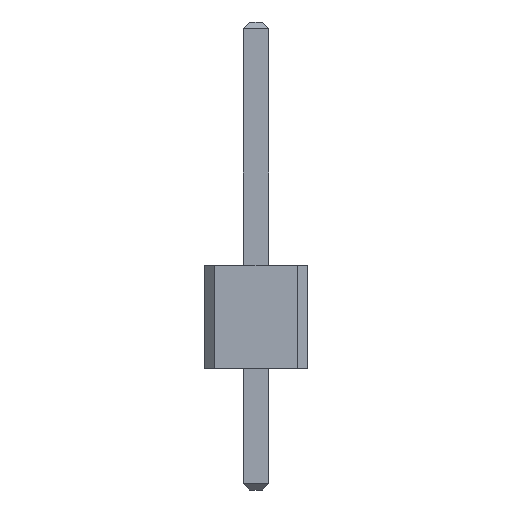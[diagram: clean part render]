
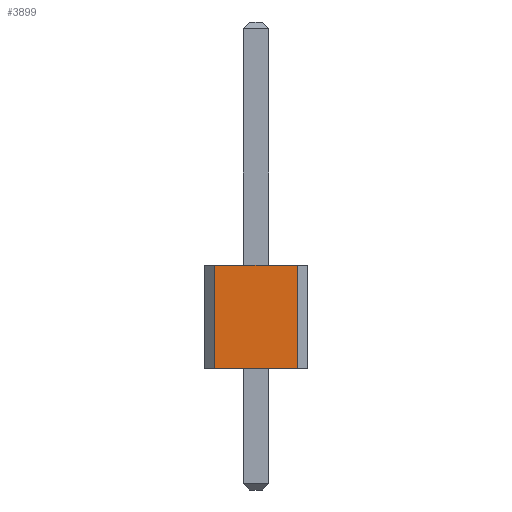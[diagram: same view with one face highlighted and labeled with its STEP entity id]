
A CAD part, front view. The second image highlights one B-rep face of the part: STEP entity #3899.
In plain terms, the highlighted planar face has unit normal (0, -1, 0).
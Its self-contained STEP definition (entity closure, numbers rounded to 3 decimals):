
#32=FACE_OUTER_BOUND('',#252,.T.);
#252=EDGE_LOOP('',(#2402,#2403,#2404,#2405));
#490=LINE('',#5327,#1018);
#491=LINE('',#5329,#1019);
#492=LINE('',#5331,#1020);
#493=LINE('',#5332,#1021);
#1018=VECTOR('',#4357,10.);
#1019=VECTOR('',#4358,1.);
#1020=VECTOR('',#4359,10.);
#1021=VECTOR('',#4360,1.);
#1546=VERTEX_POINT('',#5325);
#1547=VERTEX_POINT('',#5326);
#1548=VERTEX_POINT('',#5328);
#1549=VERTEX_POINT('',#5330);
#1874=EDGE_CURVE('',#1546,#1547,#490,.T.);
#1875=EDGE_CURVE('',#1548,#1547,#491,.T.);
#1876=EDGE_CURVE('',#1548,#1549,#492,.T.);
#1877=EDGE_CURVE('',#1549,#1546,#493,.T.);
#2402=ORIENTED_EDGE('',*,*,#1874,.T.);
#2403=ORIENTED_EDGE('',*,*,#1875,.F.);
#2404=ORIENTED_EDGE('',*,*,#1876,.T.);
#2405=ORIENTED_EDGE('',*,*,#1877,.T.);
#3458=PLANE('',#4133);
#3899=ADVANCED_FACE('',(#32),#3458,.T.);
#4133=AXIS2_PLACEMENT_3D('',#5324,#4355,#4356);
#4355=DIRECTION('center_axis',(0.,-1.,0.));
#4356=DIRECTION('ref_axis',(0.,0.,-1.));
#4357=DIRECTION('',(-1.,0.,0.));
#4358=DIRECTION('',(0.,0.,1.));
#4359=DIRECTION('',(1.,0.,0.));
#4360=DIRECTION('',(0.,0.,1.));
#5324=CARTESIAN_POINT('Origin',(0.,-21.59,2.77));
#5325=CARTESIAN_POINT('',(1.016,-21.59,2.54));
#5326=CARTESIAN_POINT('',(-1.016,-21.59,2.54));
#5327=CARTESIAN_POINT('',(0.,-21.59,2.54));
#5328=CARTESIAN_POINT('',(-1.016,-21.59,0.));
#5329=CARTESIAN_POINT('',(-1.016,-21.59,0.));
#5330=CARTESIAN_POINT('',(1.016,-21.59,0.));
#5331=CARTESIAN_POINT('',(0.,-21.59,0.));
#5332=CARTESIAN_POINT('',(1.016,-21.59,0.));
